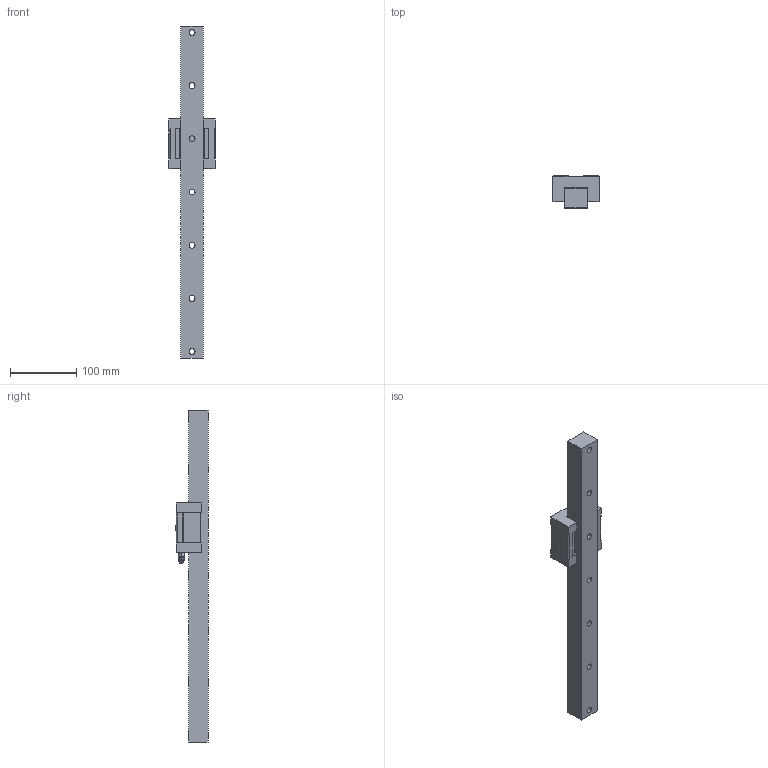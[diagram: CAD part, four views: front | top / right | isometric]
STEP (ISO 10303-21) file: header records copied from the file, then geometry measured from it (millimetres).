
FILE_DESCRIPTION((''),'2;1');
FILE_NAME('BRS35-SU_MISUMI_ASM','2013-03-29T',('SM6131'),(''),'PRO/ENGINEER BY PARAMETRIC TECHNOLOGY CORPORATION, 2009460','PRO/ENGINEER BY PARAMETRIC TECHNOLOGY CORPORATION, 2009460','');
FILE_SCHEMA(('CONFIG_CONTROL_DESIGN'));
Length unit declared in the file: millimetre
Products named in the file (5): BRR35_MISUMI_INST; BRC35-SU_CUSTOMER; VN-SB-M6-06-00; BRC35-SU_4_ASM; BRS35-SU_MISUMI_ASM
Assembly tree (4 placements, depth 3):
  BRS35-SU_MISUMI_ASM
    BRR35_MISUMI_INST
    BRC35-SU_4_ASM
      BRC35-SU_CUSTOMER
      VN-SB-M6-06-00
Bounding box: 69.95 x 48.2 x 500 mm (x, y, z)
Volume: 600773.9 mm3; surface area: 101205.7 mm2
Topology: 3 solids, 9 shells, 206 faces, 516 edges, 332 vertices
Faces by surface type: plane 92, cylinder 73, bspline 20, cone 13, sphere 4, torus 4
Entity records: 8026 total; most frequent: CARTESIAN_POINT 3078, ORIENTED_EDGE 1008, DIRECTION 978, EDGE_CURVE 508, AXIS2_PLACEMENT_3D 360, VERTEX_POINT 332, VECTOR 258, LINE 258
